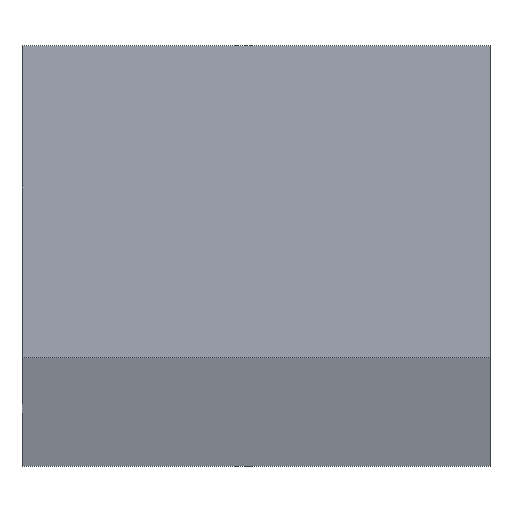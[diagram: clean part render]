
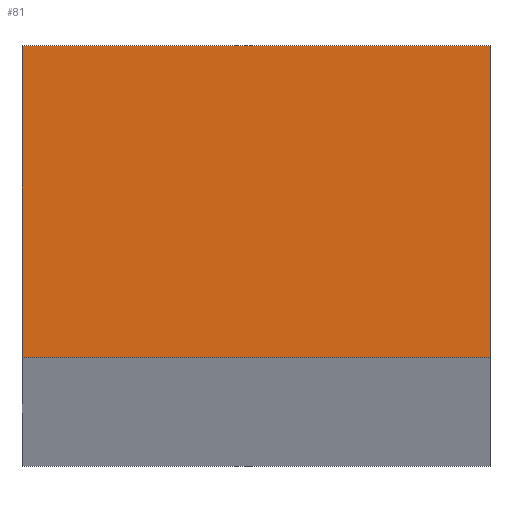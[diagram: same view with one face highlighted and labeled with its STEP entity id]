
A CAD part, top view. The second image highlights one B-rep face of the part: STEP entity #81.
In plain terms, the highlighted planar face has unit normal (0, 0, 1).
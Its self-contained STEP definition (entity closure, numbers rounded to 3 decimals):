
#16 = VECTOR ( 'NONE', #107, 1000. ) ;
#26 = AXIS2_PLACEMENT_3D ( 'NONE', #127, #121, #134 ) ;
#30 = VECTOR ( 'NONE', #128, 1000. ) ;
#41 = VECTOR ( 'NONE', #143, 1000. ) ;
#42 = VECTOR ( 'NONE', #101, 1000. ) ;
#46 = FACE_OUTER_BOUND ( 'NONE', #92, .T. ) ;
#58 = EDGE_CURVE ( 'NONE', #170, #174, #103, .T. ) ;
#67 = EDGE_CURVE ( 'NONE', #169, #175, #104, .T. ) ;
#81 = ADVANCED_FACE ( 'NONE', ( #46 ), #129, .T. ) ;
#84 = EDGE_CURVE ( 'NONE', #175, #170, #145, .T. ) ;
#85 = EDGE_CURVE ( 'NONE', #174, #169, #117, .T. ) ;
#92 = EDGE_LOOP ( 'NONE', ( #146, #163, #151, #135 ) ) ;
#93 = CARTESIAN_POINT ( 'NONE',  ( 7.5, 5., 1000. ) ) ;
#101 = DIRECTION ( 'NONE',  ( 0., 1., 0. ) ) ;
#103 = LINE ( 'NONE', #93, #42 ) ;
#104 = LINE ( 'NONE', #105, #16 ) ;
#105 = CARTESIAN_POINT ( 'NONE',  ( -7.5, 5., 1000. ) ) ;
#107 = DIRECTION ( 'NONE',  ( 0., -1., 0. ) ) ;
#117 = LINE ( 'NONE', #133, #41 ) ;
#121 = DIRECTION ( 'NONE',  ( 0., 0., 1. ) ) ;
#127 = CARTESIAN_POINT ( 'NONE',  ( 0., 0., 1000. ) ) ;
#128 = DIRECTION ( 'NONE',  ( 1., 0., 0. ) ) ;
#129 = PLANE ( 'NONE',  #26 ) ;
#131 = CARTESIAN_POINT ( 'NONE',  ( -7.5, -5., 1000. ) ) ;
#133 = CARTESIAN_POINT ( 'NONE',  ( -7.5, 5., 1000. ) ) ;
#134 = DIRECTION ( 'NONE',  ( 1., 0., 0. ) ) ;
#135 = ORIENTED_EDGE ( 'NONE', *, *, #85, .T. ) ;
#143 = DIRECTION ( 'NONE',  ( -1., 0., 0. ) ) ;
#145 = LINE ( 'NONE', #131, #30 ) ;
#146 = ORIENTED_EDGE ( 'NONE', *, *, #67, .T. ) ;
#151 = ORIENTED_EDGE ( 'NONE', *, *, #58, .T. ) ;
#163 = ORIENTED_EDGE ( 'NONE', *, *, #84, .T. ) ;
#169 = VERTEX_POINT ( 'NONE', #191 ) ;
#170 = VERTEX_POINT ( 'NONE', #192 ) ;
#174 = VERTEX_POINT ( 'NONE', #196 ) ;
#175 = VERTEX_POINT ( 'NONE', #197 ) ;
#191 = CARTESIAN_POINT ( 'NONE',  ( -7.5, 5., 1000. ) ) ;
#192 = CARTESIAN_POINT ( 'NONE',  ( 7.5, -5., 1000. ) ) ;
#196 = CARTESIAN_POINT ( 'NONE',  ( 7.5, 5., 1000. ) ) ;
#197 = CARTESIAN_POINT ( 'NONE',  ( -7.5, -5., 1000. ) ) ;
